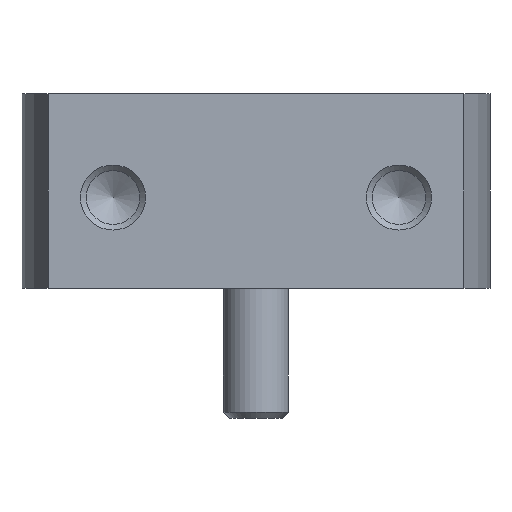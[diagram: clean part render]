
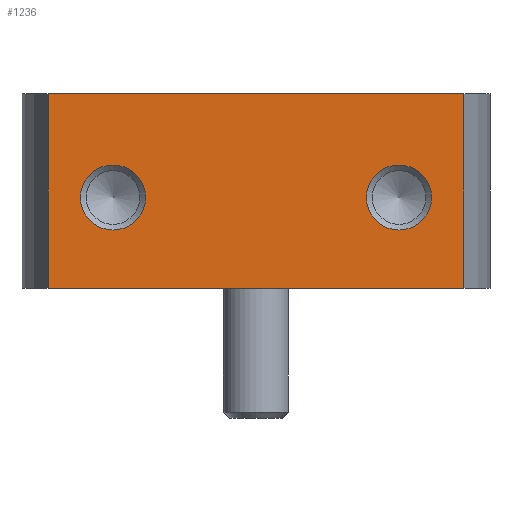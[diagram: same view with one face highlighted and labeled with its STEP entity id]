
A CAD part, left-side view. The second image highlights one B-rep face of the part: STEP entity #1236.
In plain terms, the highlighted face is planar.
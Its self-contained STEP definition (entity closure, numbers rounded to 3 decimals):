
#100=CIRCLE('',#1363,2.5);
#101=CIRCLE('',#1364,2.5);
#195=ORIENTED_EDGE('',*,*,#522,.F.);
#196=ORIENTED_EDGE('',*,*,#523,.F.);
#197=ORIENTED_EDGE('',*,*,#490,.T.);
#198=ORIENTED_EDGE('',*,*,#524,.F.);
#199=ORIENTED_EDGE('',*,*,#525,.F.);
#200=ORIENTED_EDGE('',*,*,#520,.T.);
#490=EDGE_CURVE('',#658,#657,#773,.T.);
#520=EDGE_CURVE('',#684,#658,#788,.T.);
#522=EDGE_CURVE('',#685,#685,#100,.T.);
#523=EDGE_CURVE('',#686,#686,#101,.T.);
#524=EDGE_CURVE('',#687,#657,#790,.T.);
#525=EDGE_CURVE('',#684,#687,#791,.T.);
#657=VERTEX_POINT('',#1908);
#658=VERTEX_POINT('',#1910);
#684=VERTEX_POINT('',#1970);
#685=VERTEX_POINT('',#1974);
#686=VERTEX_POINT('',#1976);
#687=VERTEX_POINT('',#1978);
#773=LINE('',#1909,#866);
#788=LINE('',#1969,#881);
#790=LINE('',#1977,#883);
#791=LINE('',#1979,#884);
#866=VECTOR('',#1504,1000.);
#881=VECTOR('',#1557,1000.);
#883=VECTOR('',#1565,1000.);
#884=VECTOR('',#1566,1000.);
#966=EDGE_LOOP('',(#195));
#967=EDGE_LOOP('',(#196));
#968=EDGE_LOOP('',(#197,#198,#199,#200));
#1081=FACE_BOUND('',#966,.T.);
#1082=FACE_BOUND('',#967,.T.);
#1083=FACE_BOUND('',#968,.T.);
#1193=PLANE('',#1362);
#1236=ADVANCED_FACE('',(#1081,#1082,#1083),#1193,.F.);
#1362=AXIS2_PLACEMENT_3D('',#1972,#1559,#1560);
#1363=AXIS2_PLACEMENT_3D('',#1973,#1561,#1562);
#1364=AXIS2_PLACEMENT_3D('',#1975,#1563,#1564);
#1504=DIRECTION('',(0.,1.,0.));
#1557=DIRECTION('',(0.,0.,-1.));
#1559=DIRECTION('',(-1.,0.,0.));
#1560=DIRECTION('',(0.,0.,1.));
#1561=DIRECTION('',(1.,0.,0.));
#1562=DIRECTION('',(0.,0.,-1.));
#1563=DIRECTION('',(1.,0.,0.));
#1564=DIRECTION('',(0.,0.,-1.));
#1565=DIRECTION('',(0.,0.,-1.));
#1566=DIRECTION('',(0.,1.,0.));
#1908=CARTESIAN_POINT('',(33.5,16.,-7.5));
#1909=CARTESIAN_POINT('',(33.5,-16.,-7.5));
#1910=CARTESIAN_POINT('',(33.5,-16.,-7.5));
#1969=CARTESIAN_POINT('',(33.5,-16.,7.5));
#1970=CARTESIAN_POINT('',(33.5,-16.,7.5));
#1972=CARTESIAN_POINT('',(33.5,-16.,7.5));
#1973=CARTESIAN_POINT('',(33.5,-11.,0.5));
#1974=CARTESIAN_POINT('',(33.5,-11.,-2.));
#1975=CARTESIAN_POINT('',(33.5,11.,0.5));
#1976=CARTESIAN_POINT('',(33.5,11.,-2.));
#1977=CARTESIAN_POINT('',(33.5,16.,7.5));
#1978=CARTESIAN_POINT('',(33.5,16.,7.5));
#1979=CARTESIAN_POINT('',(33.5,-16.,7.5));
